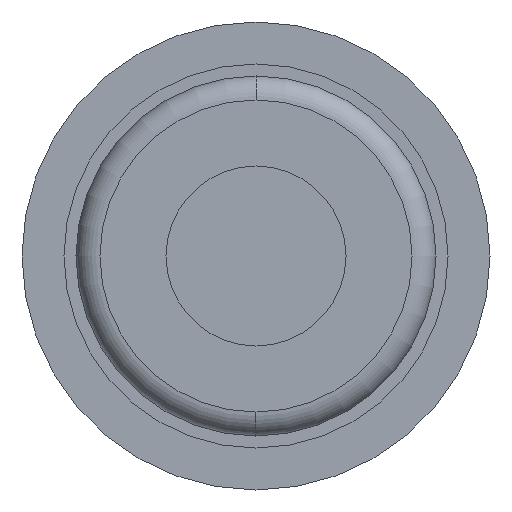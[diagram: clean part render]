
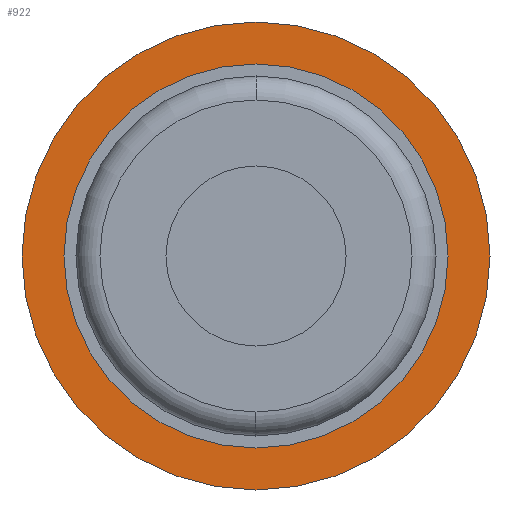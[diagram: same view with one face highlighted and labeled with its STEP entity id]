
A CAD part, front view. The second image highlights one B-rep face of the part: STEP entity #922.
In plain terms, the highlighted planar face has unit normal (0, -1, 0).
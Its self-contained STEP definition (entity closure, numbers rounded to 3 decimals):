
#50 = CARTESIAN_POINT ( 'NONE',  ( 0., 0., 0. ) ) ;
#106 = CARTESIAN_POINT ( 'NONE',  ( 0., 0., 0. ) ) ;
#338 = CARTESIAN_POINT ( 'NONE',  ( 0., 0., 16. ) ) ;
#368 = AXIS2_PLACEMENT_3D ( 'NONE', #1631, #2542, #2572 ) ;
#407 = DIRECTION ( 'NONE',  ( 0., -1., 0. ) ) ;
#672 = FACE_OUTER_BOUND ( 'NONE', #814, .T. ) ;
#773 = EDGE_CURVE ( 'NONE', #2952, #1776, #1385, .T. ) ;
#814 = EDGE_LOOP ( 'NONE', ( #885, #2692 ) ) ;
#859 = DIRECTION ( 'NONE',  ( 0., 0., 1. ) ) ;
#878 = FACE_BOUND ( 'NONE', #1358, .T. ) ;
#885 = ORIENTED_EDGE ( 'NONE', *, *, #2199, .T. ) ;
#922 = ADVANCED_FACE ( 'NONE', ( #672, #878 ), #1589, .T. ) ;
#975 = DIRECTION ( 'NONE',  ( 0., 0., -1. ) ) ;
#992 = ORIENTED_EDGE ( 'NONE', *, *, #2877, .F. ) ;
#1016 = VERTEX_POINT ( 'NONE', #1953 ) ;
#1298 = DIRECTION ( 'NONE',  ( 0., 0., -1. ) ) ;
#1358 = EDGE_LOOP ( 'NONE', ( #1642, #992 ) ) ;
#1385 = CIRCLE ( 'NONE', #2137, 16. ) ;
#1465 = CIRCLE ( 'NONE', #2620, 19.5 ) ;
#1589 = PLANE ( 'NONE',  #368 ) ;
#1619 = CIRCLE ( 'NONE', #1828, 19.5 ) ;
#1631 = CARTESIAN_POINT ( 'NONE',  ( -19.862, 0., -19.5 ) ) ;
#1642 = ORIENTED_EDGE ( 'NONE', *, *, #773, .F. ) ;
#1643 = CARTESIAN_POINT ( 'NONE',  ( 0., 0., 0. ) ) ;
#1689 = CARTESIAN_POINT ( 'NONE',  ( 0., 0., -16. ) ) ;
#1727 = DIRECTION ( 'NONE',  ( 0., -1., 0. ) ) ;
#1757 = DIRECTION ( 'NONE',  ( 0., -1., 0. ) ) ;
#1776 = VERTEX_POINT ( 'NONE', #1689 ) ;
#1828 = AXIS2_PLACEMENT_3D ( 'NONE', #106, #407, #859 ) ;
#1953 = CARTESIAN_POINT ( 'NONE',  ( 0., 0., -19.5 ) ) ;
#2112 = DIRECTION ( 'NONE',  ( 0., 0., 1. ) ) ;
#2137 = AXIS2_PLACEMENT_3D ( 'NONE', #2732, #1757, #1298 ) ;
#2199 = EDGE_CURVE ( 'NONE', #2821, #1016, #1619, .T. ) ;
#2316 = EDGE_CURVE ( 'NONE', #1016, #2821, #1465, .T. ) ;
#2542 = DIRECTION ( 'NONE',  ( 0., -1., 0. ) ) ;
#2572 = DIRECTION ( 'NONE',  ( 1., 0., 0. ) ) ;
#2598 = DIRECTION ( 'NONE',  ( 0., -1., 0. ) ) ;
#2620 = AXIS2_PLACEMENT_3D ( 'NONE', #1643, #2598, #2112 ) ;
#2640 = CARTESIAN_POINT ( 'NONE',  ( 0., 0., 19.5 ) ) ;
#2692 = ORIENTED_EDGE ( 'NONE', *, *, #2316, .T. ) ;
#2732 = CARTESIAN_POINT ( 'NONE',  ( 0., 0., 0. ) ) ;
#2791 = AXIS2_PLACEMENT_3D ( 'NONE', #50, #1727, #975 ) ;
#2821 = VERTEX_POINT ( 'NONE', #2640 ) ;
#2877 = EDGE_CURVE ( 'NONE', #1776, #2952, #2985, .T. ) ;
#2952 = VERTEX_POINT ( 'NONE', #338 ) ;
#2985 = CIRCLE ( 'NONE', #2791, 16. ) ;
